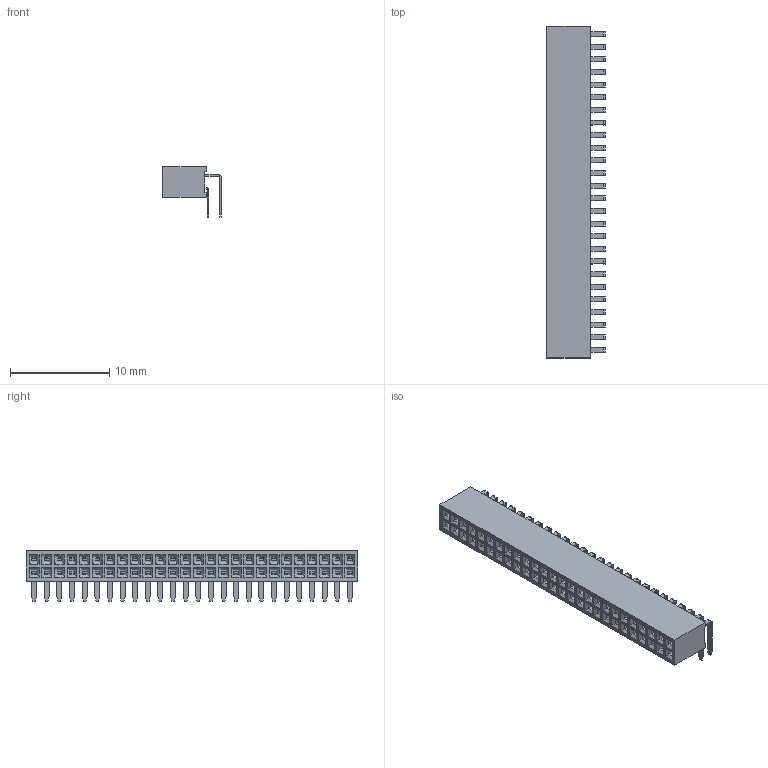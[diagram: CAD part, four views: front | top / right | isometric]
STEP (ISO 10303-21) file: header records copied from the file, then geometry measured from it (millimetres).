
FILE_DESCRIPTION(/* description */ ('model of PinSocket_2x26_P1.27mm_Horizontal'),/* implementation_level */ '2;1');
FILE_NAME(/* name */ 'PinSocket_2x26_P1.27mm_Horizontal.step',/* time_stamp */ '2017-11-27T00:09:04',/* author */ ('Terje Io','https://github.com/terjeio'),/* organization */ ('FreeCAD'),/* preprocessor_version */ 'OCC',/* originating_system */ 'kicad StepUp',/* authorisation */ '');
FILE_SCHEMA(('AUTOMOTIVE_DESIGN_CC2 { 1 2 10303 214 -1 1 5 4 }'));
Length unit declared in the file: millimetre
Products named in the file (1): PinSocket_2x26_P127mm_Horizontal
Bounding box: 5.89 x 33.37 x 5.12 mm (x, y, z)
Volume: 412.4 mm3; surface area: 1229.1 mm2
Topology: 1 solids, 1 shells, 1830 faces, 4808 edges, 3136 vertices
Faces by surface type: plane 1726, cylinder 104
Entity records: 67919 total; most frequent: CARTESIAN_POINT 9775, ORIENTED_EDGE 9616, DIRECTION 8678, EDGE_CURVE 4808, LINE 4600, VECTOR 4600, VERTEX_POINT 3136, AXIS2_PLACEMENT_3D 2039
